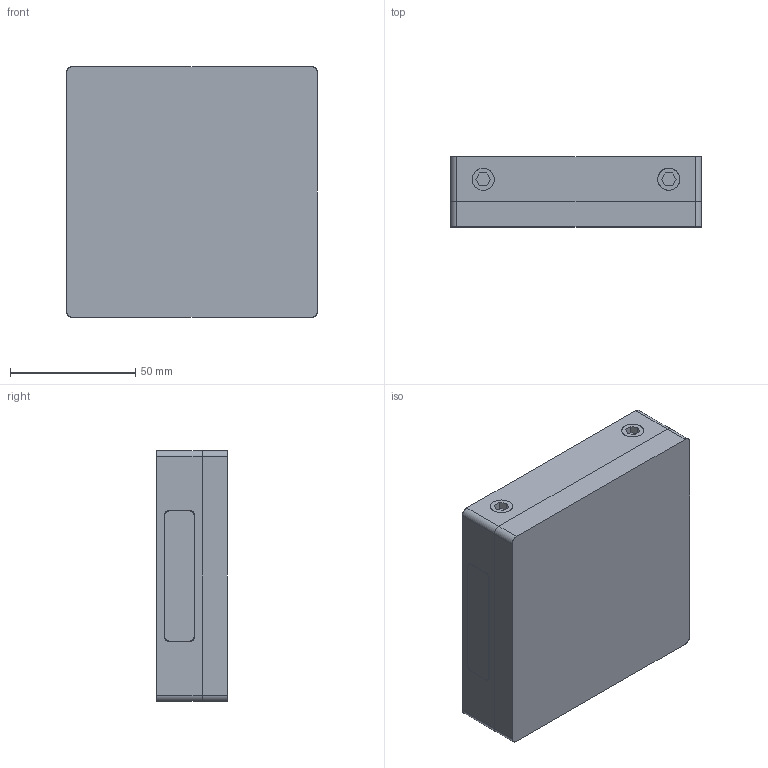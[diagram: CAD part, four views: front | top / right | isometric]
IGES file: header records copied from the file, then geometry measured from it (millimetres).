
Start section: SolidWorks IGES file using analytic representation for surfaces
Global section: file name: NSD-100X100-10BV.IGS; native system: SolidWorks 2023; preprocessor: SolidWorks 2023; author: yfZou; date: 240905.112355; units: millimetre
Bounding box: 100 x 28 x 100 mm (x, y, z)
Surface area: 32706.4 mm2 (no closed solid volume)
Topology: 0 solids, 0 shells, 94 faces, 1144 edges, 1144 vertices
Faces by surface type: bspline 70, revolution 24
